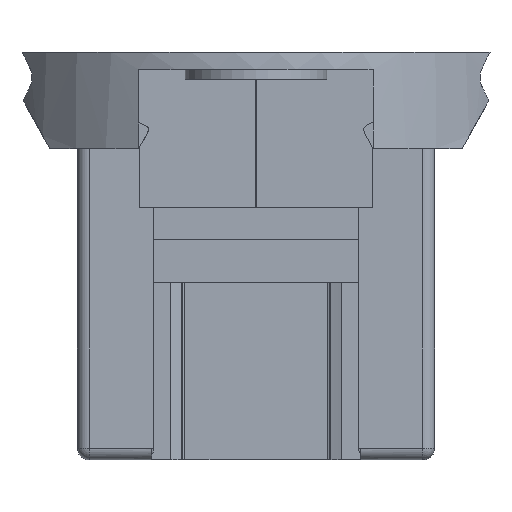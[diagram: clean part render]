
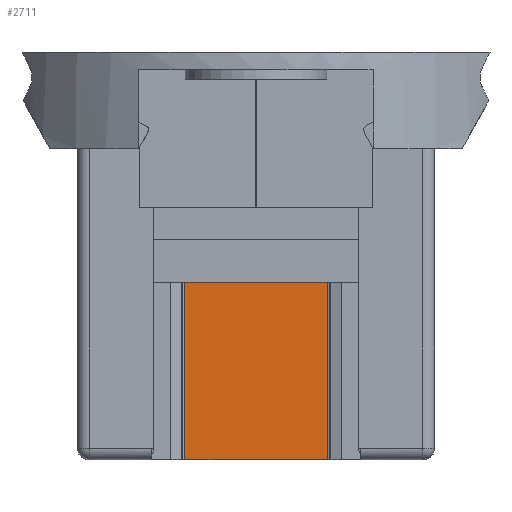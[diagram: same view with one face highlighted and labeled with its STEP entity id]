
A CAD part, left-side view. The second image highlights one B-rep face of the part: STEP entity #2711.
In plain terms, the highlighted planar face has unit normal (-1, 0, 0).
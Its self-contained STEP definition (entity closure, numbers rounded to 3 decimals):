
#219=FACE_OUTER_BOUND('',#370,.T.);
#370=EDGE_LOOP('',(#2078,#2079,#2080,#2081));
#652=LINE('',#4490,#942);
#653=LINE('',#4494,#943);
#654=LINE('',#4496,#944);
#655=LINE('',#4497,#945);
#942=VECTOR('',#3425,10.);
#943=VECTOR('',#3430,10.);
#944=VECTOR('',#3431,10.);
#945=VECTOR('',#3432,10.);
#1259=VERTEX_POINT('',#4487);
#1260=VERTEX_POINT('',#4489);
#1261=VERTEX_POINT('',#4493);
#1262=VERTEX_POINT('',#4495);
#1572=EDGE_CURVE('',#1259,#1260,#652,.T.);
#1574=EDGE_CURVE('',#1261,#1259,#653,.T.);
#1575=EDGE_CURVE('',#1261,#1262,#654,.T.);
#1576=EDGE_CURVE('',#1262,#1260,#655,.T.);
#2078=ORIENTED_EDGE('',*,*,#1574,.F.);
#2079=ORIENTED_EDGE('',*,*,#1575,.T.);
#2080=ORIENTED_EDGE('',*,*,#1576,.T.);
#2081=ORIENTED_EDGE('',*,*,#1572,.F.);
#2605=PLANE('',#2927);
#2711=ADVANCED_FACE('',(#219),#2605,.F.);
#2927=AXIS2_PLACEMENT_3D('',#4492,#3428,#3429);
#3425=DIRECTION('',(0.,0.,1.));
#3428=DIRECTION('center_axis',(1.,0.,0.));
#3429=DIRECTION('ref_axis',(0.,1.,0.));
#3430=DIRECTION('',(0.,1.,0.));
#3431=DIRECTION('',(0.,0.,1.));
#3432=DIRECTION('',(0.,1.,0.));
#4487=CARTESIAN_POINT('',(20.177,6.079,-34.85));
#4489=CARTESIAN_POINT('',(20.177,6.079,-19.65));
#4490=CARTESIAN_POINT('',(20.177,6.079,-34.85));
#4492=CARTESIAN_POINT('Origin',(20.177,-6.121,-34.85));
#4493=CARTESIAN_POINT('',(20.177,-6.121,-34.85));
#4494=CARTESIAN_POINT('',(20.177,-3.06,-34.85));
#4495=CARTESIAN_POINT('',(20.177,-6.121,-19.65));
#4496=CARTESIAN_POINT('',(20.177,-6.121,-34.85));
#4497=CARTESIAN_POINT('',(20.177,-6.121,-19.65));
